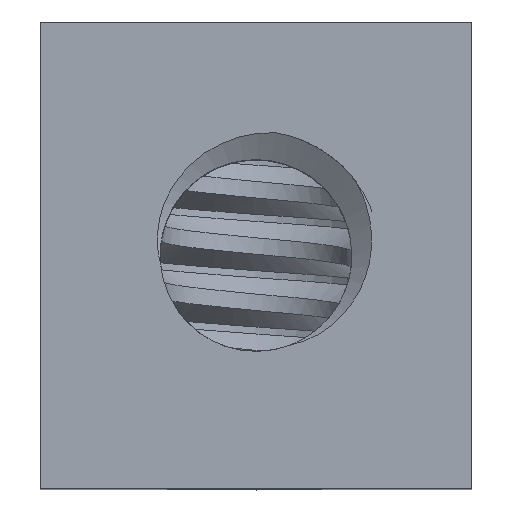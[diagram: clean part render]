
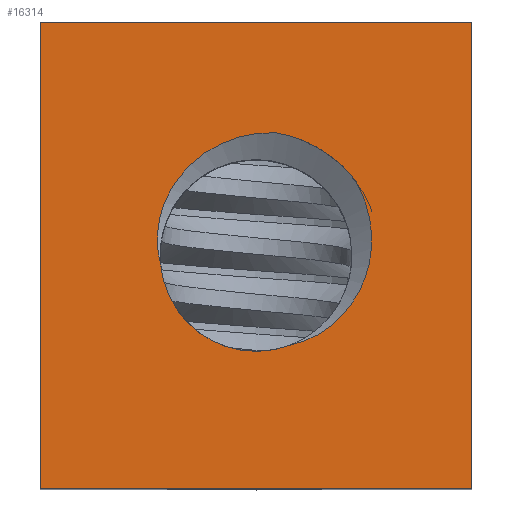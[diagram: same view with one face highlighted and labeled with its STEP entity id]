
A CAD part, top view. The second image highlights one B-rep face of the part: STEP entity #16314.
In plain terms, the highlighted planar face has unit normal (0, 0, 1).
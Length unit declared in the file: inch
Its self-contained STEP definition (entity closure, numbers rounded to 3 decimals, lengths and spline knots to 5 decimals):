
#141 = CARTESIAN_POINT ( 'NONE',  ( -0.00774, 0.19606, 0.2197 ) ) ;
#203 = CARTESIAN_POINT ( 'NONE',  ( -0.05409, 0.14824, 0.2197 ) ) ;
#266 = CARTESIAN_POINT ( 'NONE',  ( -0.01232, 0.19473, 0.2197 ) ) ;
#275 = VERTEX_POINT ( 'NONE', #16900 ) ;
#320 = CARTESIAN_POINT ( 'NONE',  ( -0.05167, 0.15729, 0.2197 ) ) ;
#1023 = VERTEX_POINT ( 'NONE', #7440 ) ;
#1283 = EDGE_CURVE ( 'NONE', #3274, #16871, #8415, .T. ) ;
#1485 = VERTEX_POINT ( 'NONE', #14131 ) ;
#1614 = AXIS2_PLACEMENT_3D ( 'NONE', #14711, #13629, #6862 ) ;
#1816 = CIRCLE ( 'NONE', #1614, 0.069 ) ;
#1831 = CARTESIAN_POINT ( 'NONE',  ( 0.01906, 0.07993, 0.2197 ) ) ;
#2041 = CARTESIAN_POINT ( 'NONE',  ( 0.06361, 0.14833, 0.2197 ) ) ;
#2395 = CARTESIAN_POINT ( 'NONE',  ( -0.1197, 0.2593, 0.2197 ) ) ;
#2404 = LINE ( 'NONE', #5424, #12843 ) ;
#2432 = ORIENTED_EDGE ( 'NONE', *, *, #16630, .F. ) ;
#2792 = CARTESIAN_POINT ( 'NONE',  ( -0.04993, 0.16157, 0.2197 ) ) ;
#2980 = CARTESIAN_POINT ( 'NONE',  ( 0., 0.12965, 0.2197 ) ) ;
#3274 = VERTEX_POINT ( 'NONE', #7904 ) ;
#3344 = VERTEX_POINT ( 'NONE', #9227 ) ;
#3393 = EDGE_CURVE ( 'NONE', #5940, #15558, #12710, .T. ) ;
#3476 = CARTESIAN_POINT ( 'NONE',  ( 0.06299, 0.12479, 0.2197 ) ) ;
#3577 = CARTESIAN_POINT ( 'NONE',  ( 0.0598, 0.16194, 0.2197 ) ) ;
#3681 = AXIS2_PLACEMENT_3D ( 'NONE', #10141, #11563, #14236 ) ;
#3995 = CARTESIAN_POINT ( 'NONE',  ( -0.1197, 0.2593, 0.2197 ) ) ;
#4083 = CARTESIAN_POINT ( 'NONE',  ( -0.05477, 0.13423, 0.2197 ) ) ;
#4272 = EDGE_CURVE ( 'NONE', #1023, #15558, #2404, .T. ) ;
#4505 = ORIENTED_EDGE ( 'NONE', *, *, #14084, .T. ) ;
#4704 = ORIENTED_EDGE ( 'NONE', *, *, #10253, .F. ) ;
#4904 = EDGE_LOOP ( 'NONE', ( #4704, #8946, #5957, #12872, #10052 ) ) ;
#5424 = CARTESIAN_POINT ( 'NONE',  ( -0.1197, 0., 0.2197 ) ) ;
#5451 = CARTESIAN_POINT ( 'NONE',  ( -0.05472, 0.14354, 0.2197 ) ) ;
#5915 = FACE_OUTER_BOUND ( 'NONE', #8859, .T. ) ;
#5940 = VERTEX_POINT ( 'NONE', #10412 ) ;
#5957 = ORIENTED_EDGE ( 'NONE', *, *, #7825, .F. ) ;
#6303 = CIRCLE ( 'NONE', #11960, 0.069 ) ;
#6537 = CARTESIAN_POINT ( 'NONE',  ( 0.1197, 0., 0.2197 ) ) ;
#6552 = DIRECTION ( 'NONE',  ( 1., 0., 0. ) ) ;
#6572 = ORIENTED_EDGE ( 'NONE', *, *, #4272, .T. ) ;
#6644 = CARTESIAN_POINT ( 'NONE',  ( 0.00608, 0.198, 0.2197 ) ) ;
#6674 = VECTOR ( 'NONE', #6552, 39.37008 ) ;
#6793 = DIRECTION ( 'NONE',  ( 1., 0., 0. ) ) ;
#6862 = DIRECTION ( 'NONE',  ( -1., 0., 0. ) ) ;
#7123 = DIRECTION ( 'NONE',  ( -1., 0., 0. ) ) ;
#7440 = CARTESIAN_POINT ( 'NONE',  ( -0.1197, 0., 0.2197 ) ) ;
#7693 = DIRECTION ( 'NONE',  ( 0., -1., 0. ) ) ;
#7825 = EDGE_CURVE ( 'NONE', #3344, #3274, #15776, .T. ) ;
#7904 = CARTESIAN_POINT ( 'NONE',  ( -0.05304, 0.12497, 0.2197 ) ) ;
#7929 = DIRECTION ( 'NONE',  ( 0., 0., -1. ) ) ;
#8094 = CARTESIAN_POINT ( 'NONE',  ( 0.00143, 0.19768, 0.2197 ) ) ;
#8152 = CARTESIAN_POINT ( 'NONE',  ( 0.0108, 0.1978, 0.2197 ) ) ;
#8415 = CIRCLE ( 'NONE', #3681, 0.05325 ) ;
#8564 = B_SPLINE_CURVE_WITH_KNOTS ( 'NONE', 3,
 ( #15196, #12684, #13874, #15307, #12579, #13929, #10046, #16516, #3476, #8684, #11265, #2041, #8735, #3577, #15352, #12736 ),
 .UNSPECIFIED., .F., .F.,
 ( 4, 2, 2, 2, 2, 2, 2, 4 ),
 ( 0.00068, 0.00104, 0.0014, 0.00212, 0.00248, 0.00283, 0.00319, 0.00355 ),
 .UNSPECIFIED. ) ;
#8684 = CARTESIAN_POINT ( 'NONE',  ( 0.06432, 0.13411, 0.2197 ) ) ;
#8735 = CARTESIAN_POINT ( 'NONE',  ( 0.06263, 0.15294, 0.2197 ) ) ;
#8859 = EDGE_LOOP ( 'NONE', ( #6572, #10551, #2432, #4505 ) ) ;
#8946 = ORIENTED_EDGE ( 'NONE', *, *, #1283, .F. ) ;
#8993 = AXIS2_PLACEMENT_3D ( 'NONE', #10870, #14980, #7123 ) ;
#9227 = CARTESIAN_POINT ( 'NONE',  ( 0.0108, 0.1978, 0.2197 ) ) ;
#9301 = CARTESIAN_POINT ( 'NONE',  ( -0.02524, 0.18936, 0.2197 ) ) ;
#9408 = FACE_BOUND ( 'NONE', #4904, .T. ) ;
#9843 = VERTEX_POINT ( 'NONE', #16977 ) ;
#10046 = CARTESIAN_POINT ( 'NONE',  ( 0.05662, 0.10697, 0.2197 ) ) ;
#10052 = ORIENTED_EDGE ( 'NONE', *, *, #11900, .T. ) ;
#10141 = CARTESIAN_POINT ( 'NONE',  ( 0., 0.12965, 0.2197 ) ) ;
#10162 = LINE ( 'NONE', #2395, #13439 ) ;
#10253 = EDGE_CURVE ( 'NONE', #16871, #1485, #8564, .T. ) ;
#10412 = CARTESIAN_POINT ( 'NONE',  ( 0.1197, 0.2593, 0.2197 ) ) ;
#10551 = ORIENTED_EDGE ( 'NONE', *, *, #3393, .F. ) ;
#10748 = CARTESIAN_POINT ( 'NONE',  ( -0.05304, 0.12497, 0.2197 ) ) ;
#10870 = CARTESIAN_POINT ( 'NONE',  ( -0.1197, 0.2593, 0.2197 ) ) ;
#11265 = CARTESIAN_POINT ( 'NONE',  ( 0.06445, 0.13884, 0.2197 ) ) ;
#11563 = DIRECTION ( 'NONE',  ( 0., 0., 1. ) ) ;
#11900 = EDGE_CURVE ( 'NONE', #9843, #1485, #1816, .T. ) ;
#11960 = AXIS2_PLACEMENT_3D ( 'NONE', #2980, #7929, #13377 ) ;
#11989 = CARTESIAN_POINT ( 'NONE',  ( -0.0331, 0.18384, 0.2197 ) ) ;
#12579 = CARTESIAN_POINT ( 'NONE',  ( 0.04056, 0.08942, 0.2197 ) ) ;
#12684 = CARTESIAN_POINT ( 'NONE',  ( 0.02367, 0.08085, 0.2197 ) ) ;
#12710 = LINE ( 'NONE', #14713, #15555 ) ;
#12736 = CARTESIAN_POINT ( 'NONE',  ( 0.0556, 0.17051, 0.2197 ) ) ;
#12843 = VECTOR ( 'NONE', #6793, 39.37008 ) ;
#12872 = ORIENTED_EDGE ( 'NONE', *, *, #15887, .T. ) ;
#13352 = DIRECTION ( 'NONE',  ( 0., -1., 0. ) ) ;
#13377 = DIRECTION ( 'NONE',  ( -1., 0., 0. ) ) ;
#13439 = VECTOR ( 'NONE', #7693, 39.37008 ) ;
#13629 = DIRECTION ( 'NONE',  ( 0., 0., -1. ) ) ;
#13874 = CARTESIAN_POINT ( 'NONE',  ( 0.02823, 0.08244, 0.2197 ) ) ;
#13929 = CARTESIAN_POINT ( 'NONE',  ( 0.05111, 0.09897, 0.2197 ) ) ;
#14084 = EDGE_CURVE ( 'NONE', #275, #1023, #10162, .T. ) ;
#14131 = CARTESIAN_POINT ( 'NONE',  ( 0.0556, 0.17051, 0.2197 ) ) ;
#14236 = DIRECTION ( 'NONE',  ( 1., 0., 0. ) ) ;
#14501 = LINE ( 'NONE', #3995, #6674 ) ;
#14711 = CARTESIAN_POINT ( 'NONE',  ( 0., 0.12965, 0.2197 ) ) ;
#14713 = CARTESIAN_POINT ( 'NONE',  ( 0.1197, 0.2593, 0.2197 ) ) ;
#14727 = CARTESIAN_POINT ( 'NONE',  ( -0.04253, 0.17353, 0.2197 ) ) ;
#14740 = PLANE ( 'NONE',  #8993 ) ;
#14980 = DIRECTION ( 'NONE',  ( 0., 0., -1. ) ) ;
#15196 = CARTESIAN_POINT ( 'NONE',  ( 0.01906, 0.07993, 0.2197 ) ) ;
#15307 = CARTESIAN_POINT ( 'NONE',  ( 0.03664, 0.0867, 0.2197 ) ) ;
#15352 = CARTESIAN_POINT ( 'NONE',  ( 0.05791, 0.16634, 0.2197 ) ) ;
#15555 = VECTOR ( 'NONE', #13352, 39.37008 ) ;
#15558 = VERTEX_POINT ( 'NONE', #6537 ) ;
#15765 = CARTESIAN_POINT ( 'NONE',  ( -0.04536, 0.1697, 0.2197 ) ) ;
#15776 = B_SPLINE_CURVE_WITH_KNOTS ( 'NONE', 3,
 ( #8152, #6644, #8094, #141, #266, #9301, #11989, #14727, #15765, #2792, #320, #203, #5451, #4083, #15941, #10748 ),
 .UNSPECIFIED., .F., .F.,
 ( 4, 2, 2, 2, 2, 2, 2, 4 ),
 ( 0., 0.00035, 0.00071, 0.00142, 0.00177, 0.00213, 0.00248, 0.00284 ),
 .UNSPECIFIED. ) ;
#15887 = EDGE_CURVE ( 'NONE', #3344, #9843, #6303, .T. ) ;
#15941 = CARTESIAN_POINT ( 'NONE',  ( -0.05419, 0.12949, 0.2197 ) ) ;
#16314 = ADVANCED_FACE ( 'NONE', ( #5915, #9408 ), #14740, .F. ) ;
#16516 = CARTESIAN_POINT ( 'NONE',  ( 0.06177, 0.12013, 0.2197 ) ) ;
#16630 = EDGE_CURVE ( 'NONE', #275, #5940, #14501, .T. ) ;
#16871 = VERTEX_POINT ( 'NONE', #1831 ) ;
#16900 = CARTESIAN_POINT ( 'NONE',  ( -0.1197, 0.2593, 0.2197 ) ) ;
#16977 = CARTESIAN_POINT ( 'NONE',  ( 0.04534, 0.18166, 0.2197 ) ) ;
